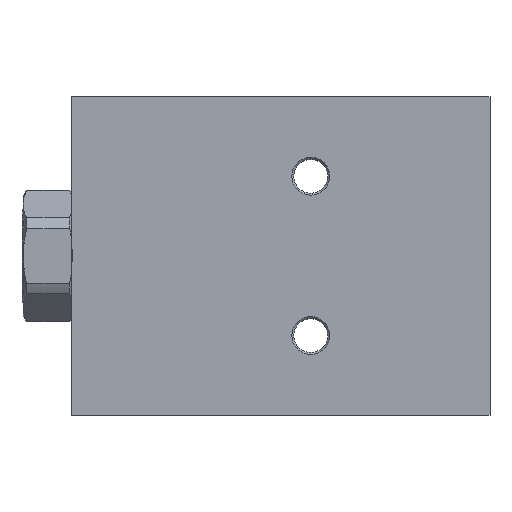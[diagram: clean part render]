
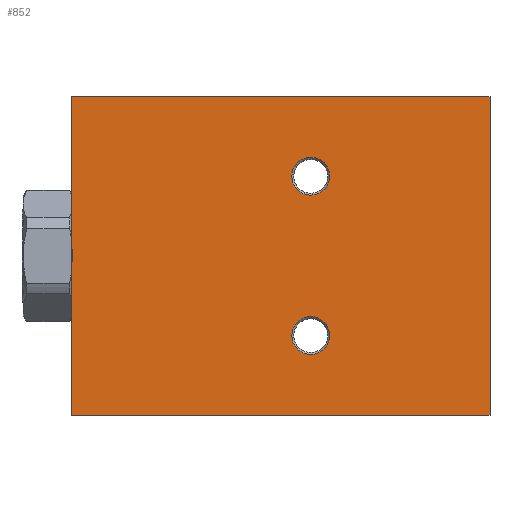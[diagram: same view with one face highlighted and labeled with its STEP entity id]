
A CAD part, top view. The second image highlights one B-rep face of the part: STEP entity #852.
In plain terms, the highlighted planar face has unit normal (0, 0, 1).
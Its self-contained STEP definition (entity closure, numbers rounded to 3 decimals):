
#91=LINE('',#1333,#119);
#94=LINE('',#1339,#122);
#97=LINE('',#1349,#125);
#99=LINE('',#1364,#127);
#100=LINE('',#1366,#128);
#119=VECTOR('',#1056,1000.);
#122=VECTOR('',#1061,1000.);
#125=VECTOR('',#1070,1000.);
#127=VECTOR('',#1088,1000.);
#128=VECTOR('',#1089,1000.);
#167=ORIENTED_EDGE('',*,*,#385,.F.);
#168=ORIENTED_EDGE('',*,*,#386,.F.);
#169=ORIENTED_EDGE('',*,*,#379,.F.);
#170=ORIENTED_EDGE('',*,*,#374,.F.);
#171=ORIENTED_EDGE('',*,*,#371,.F.);
#172=ORIENTED_EDGE('',*,*,#387,.F.);
#173=ORIENTED_EDGE('',*,*,#381,.F.);
#371=EDGE_CURVE('',#482,#483,#91,.T.);
#374=EDGE_CURVE('',#483,#485,#94,.T.);
#379=EDGE_CURVE('',#485,#489,#97,.T.);
#381=EDGE_CURVE('',#490,#490,#566,.T.);
#385=EDGE_CURVE('',#494,#482,#99,.T.);
#386=EDGE_CURVE('',#489,#494,#100,.T.);
#387=EDGE_CURVE('',#495,#495,#570,.T.);
#482=VERTEX_POINT('',#1332);
#483=VERTEX_POINT('',#1334);
#485=VERTEX_POINT('',#1340);
#489=VERTEX_POINT('',#1350);
#490=VERTEX_POINT('',#1354);
#494=VERTEX_POINT('',#1365);
#495=VERTEX_POINT('',#1368);
#566=CIRCLE('',#931,4.75);
#570=CIRCLE('',#938,4.75);
#634=EDGE_LOOP('',(#167,#168,#169,#170,#171));
#635=EDGE_LOOP('',(#172));
#636=EDGE_LOOP('',(#173));
#733=FACE_BOUND('',#634,.T.);
#734=FACE_BOUND('',#635,.T.);
#735=FACE_BOUND('',#636,.T.);
#826=PLANE('',#937);
#852=ADVANCED_FACE('',(#733,#734,#735),#826,.T.);
#931=AXIS2_PLACEMENT_3D('',#1353,#1074,#1075);
#937=AXIS2_PLACEMENT_3D('',#1363,#1086,#1087);
#938=AXIS2_PLACEMENT_3D('',#1367,#1090,#1091);
#1056=DIRECTION('',(1.,0.,0.));
#1061=DIRECTION('',(0.,-1.,0.));
#1070=DIRECTION('',(-1.,0.,0.));
#1074=DIRECTION('',(0.,0.,1.));
#1075=DIRECTION('',(-1.,0.,0.));
#1086=DIRECTION('',(0.,0.,1.));
#1087=DIRECTION('',(1.,0.,0.));
#1088=DIRECTION('',(0.,1.,0.));
#1089=DIRECTION('',(0.,1.,0.));
#1090=DIRECTION('',(0.,0.,1.));
#1091=DIRECTION('',(-1.,0.,0.));
#1332=CARTESIAN_POINT('',(0.,0.,0.));
#1333=CARTESIAN_POINT('',(0.,0.,0.));
#1334=CARTESIAN_POINT('',(105.,0.,0.));
#1339=CARTESIAN_POINT('',(105.,0.,0.));
#1340=CARTESIAN_POINT('',(105.,-80.,0.));
#1349=CARTESIAN_POINT('',(105.,-80.,0.));
#1350=CARTESIAN_POINT('',(0.,-80.,0.));
#1353=CARTESIAN_POINT('',(60.,-20.,0.));
#1354=CARTESIAN_POINT('',(55.25,-20.,0.));
#1363=CARTESIAN_POINT('',(52.5,-40.,0.));
#1364=CARTESIAN_POINT('',(0.,-40.,0.));
#1365=CARTESIAN_POINT('',(0.,-40.,0.));
#1366=CARTESIAN_POINT('',(0.,-80.,0.));
#1367=CARTESIAN_POINT('',(60.,-60.,0.));
#1368=CARTESIAN_POINT('',(55.25,-60.,0.));
